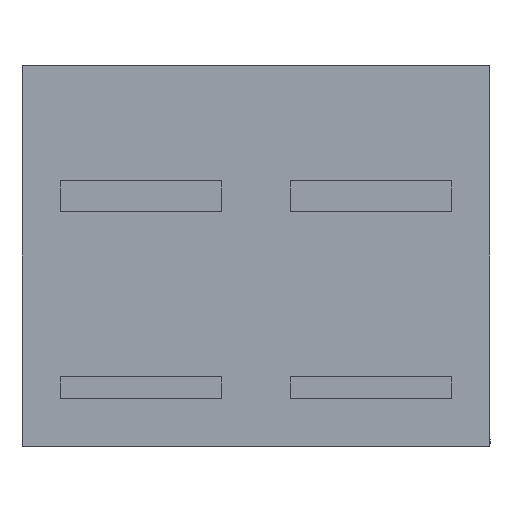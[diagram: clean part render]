
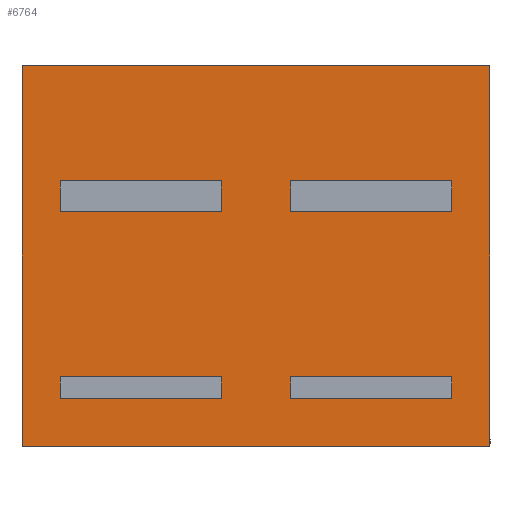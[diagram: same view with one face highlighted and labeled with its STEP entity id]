
A CAD part, front view. The second image highlights one B-rep face of the part: STEP entity #6764.
In plain terms, the highlighted planar face has unit normal (0, -1, 0).
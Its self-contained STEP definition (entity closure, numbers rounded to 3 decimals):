
#483=FACE_OUTER_BOUND('',#876,.T.);
#876=EDGE_LOOP('',(#4767,#4768,#4769,#4770));
#1372=LINE('',#10075,#2157);
#1373=LINE('',#10077,#2158);
#1374=LINE('',#10079,#2159);
#1375=LINE('',#10080,#2160);
#2157=VECTOR('',#8010,10.);
#2158=VECTOR('',#8011,10.);
#2159=VECTOR('',#8012,10.);
#2160=VECTOR('',#8013,10.);
#2914=VERTEX_POINT('',#10073);
#2915=VERTEX_POINT('',#10074);
#2916=VERTEX_POINT('',#10076);
#2917=VERTEX_POINT('',#10078);
#3626=EDGE_CURVE('',#2914,#2915,#1372,.T.);
#3627=EDGE_CURVE('',#2915,#2916,#1373,.T.);
#3628=EDGE_CURVE('',#2916,#2917,#1374,.T.);
#3629=EDGE_CURVE('',#2917,#2914,#1375,.T.);
#4767=ORIENTED_EDGE('',*,*,#3626,.T.);
#4768=ORIENTED_EDGE('',*,*,#3627,.T.);
#4769=ORIENTED_EDGE('',*,*,#3628,.T.);
#4770=ORIENTED_EDGE('',*,*,#3629,.T.);
#6449=PLANE('',#7276);
#6764=ADVANCED_FACE('',(#483),#6449,.F.);
#7276=AXIS2_PLACEMENT_3D('',#10072,#8008,#8009);
#8008=DIRECTION('center_axis',(0.,1.,0.));
#8009=DIRECTION('ref_axis',(0.,0.,1.));
#8010=DIRECTION('',(-1.,0.,0.));
#8011=DIRECTION('',(0.,0.,-1.));
#8012=DIRECTION('',(1.,0.,0.));
#8013=DIRECTION('',(0.,0.,1.));
#10072=CARTESIAN_POINT('Origin',(50.75,-3.,27.75));
#10073=CARTESIAN_POINT('',(104.5,-3.,71.5));
#10074=CARTESIAN_POINT('',(-3.,-3.,71.5));
#10075=CARTESIAN_POINT('',(50.75,-3.,71.5));
#10076=CARTESIAN_POINT('',(-3.,-3.,-16.));
#10077=CARTESIAN_POINT('',(-3.,-3.,27.75));
#10078=CARTESIAN_POINT('',(104.5,-3.,-16.));
#10079=CARTESIAN_POINT('',(50.75,-3.,-16.));
#10080=CARTESIAN_POINT('',(104.5,-3.,27.75));
